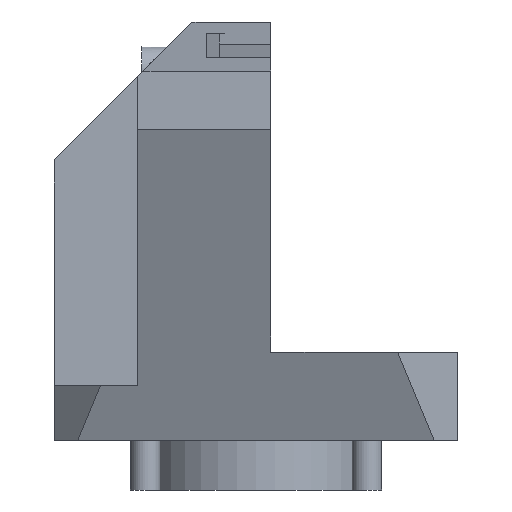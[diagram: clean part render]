
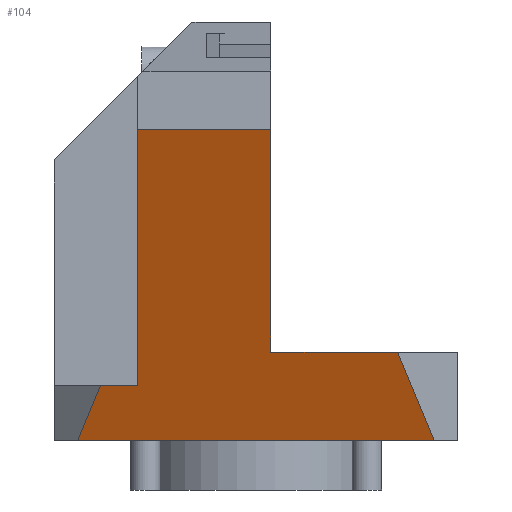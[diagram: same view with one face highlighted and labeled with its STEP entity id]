
A CAD part, front view. The second image highlights one B-rep face of the part: STEP entity #104.
In plain terms, the highlighted planar face has unit normal (0, -0.924, -0.383).
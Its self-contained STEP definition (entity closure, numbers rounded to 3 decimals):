
#47=FACE_OUTER_BOUND('',#529,.T.);
#104=ADVANCED_FACE('',(#47),#166,.F.);
#166=PLANE('',#1191);
#214=LINE('',#1557,#356);
#230=LINE('',#1596,#372);
#252=LINE('',#1645,#394);
#255=LINE('',#1650,#397);
#256=LINE('',#1651,#398);
#257=LINE('',#1652,#399);
#258=LINE('',#1654,#400);
#259=LINE('',#1656,#401);
#356=VECTOR('',#1262,1.);
#372=VECTOR('',#1286,1.);
#394=VECTOR('',#1318,1.);
#397=VECTOR('',#1323,1.);
#398=VECTOR('',#1324,1.);
#399=VECTOR('',#1325,1.);
#400=VECTOR('',#1326,1.);
#401=VECTOR('',#1327,1.);
#529=EDGE_LOOP('',(#638,#639,#640,#641,#642,#643,#644,#645));
#638=ORIENTED_EDGE('',*,*,#1029,.T.);
#639=ORIENTED_EDGE('',*,*,#1055,.T.);
#640=ORIENTED_EDGE('',*,*,#1011,.T.);
#641=ORIENTED_EDGE('',*,*,#1056,.F.);
#642=ORIENTED_EDGE('',*,*,#1052,.T.);
#643=ORIENTED_EDGE('',*,*,#1057,.T.);
#644=ORIENTED_EDGE('',*,*,#1058,.F.);
#645=ORIENTED_EDGE('',*,*,#1059,.F.);
#904=VERTEX_POINT('',#1558);
#905=VERTEX_POINT('',#1559);
#922=VERTEX_POINT('',#1595);
#923=VERTEX_POINT('',#1597);
#944=VERTEX_POINT('',#1644);
#945=VERTEX_POINT('',#1646);
#946=VERTEX_POINT('',#1653);
#947=VERTEX_POINT('',#1655);
#1011=EDGE_CURVE('',#904,#905,#214,.T.);
#1029=EDGE_CURVE('',#923,#922,#230,.T.);
#1052=EDGE_CURVE('',#945,#944,#252,.T.);
#1055=EDGE_CURVE('',#922,#904,#255,.T.);
#1056=EDGE_CURVE('',#945,#905,#256,.T.);
#1057=EDGE_CURVE('',#944,#946,#257,.T.);
#1058=EDGE_CURVE('',#947,#946,#258,.T.);
#1059=EDGE_CURVE('',#923,#947,#259,.T.);
#1191=AXIS2_PLACEMENT_3D('',#1657,#1328,#1329);
#1262=DIRECTION('',(1.,0.,0.));
#1286=DIRECTION('',(-1.,0.,0.));
#1318=DIRECTION('',(-1.,0.,0.));
#1323=DIRECTION('',(-0.357,0.357,-0.863));
#1324=DIRECTION('',(0.357,0.357,-0.863));
#1325=DIRECTION('',(0.,-0.383,0.924));
#1326=DIRECTION('',(1.,0.,0.));
#1327=DIRECTION('',(0.,-0.383,0.924));
#1328=DIRECTION('',(0.,0.924,0.383));
#1329=DIRECTION('',(0.,0.383,-0.924));
#1557=CARTESIAN_POINT('',(-41.,-36.8,0.));
#1558=CARTESIAN_POINT('',(-36.2,-36.8,0.));
#1559=CARTESIAN_POINT('',(36.2,-36.8,0.));
#1595=CARTESIAN_POINT('',(-31.561,-41.439,11.2));
#1596=CARTESIAN_POINT('',(-41.,-41.439,11.2));
#1597=CARTESIAN_POINT('',(-24.,-41.439,11.2));
#1644=CARTESIAN_POINT('',(3.,-44.256,18.));
#1645=CARTESIAN_POINT('',(-41.,-44.256,18.));
#1646=CARTESIAN_POINT('',(28.744,-44.256,18.));
#1650=CARTESIAN_POINT('',(-36.813,-36.187,-1.48));
#1651=CARTESIAN_POINT('',(26.339,-46.661,23.808));
#1652=CARTESIAN_POINT('',(3.,-36.8,0.));
#1653=CARTESIAN_POINT('',(3.,-63.,63.252));
#1654=CARTESIAN_POINT('',(-41.,-63.,63.252));
#1655=CARTESIAN_POINT('',(-24.,-63.,63.252));
#1656=CARTESIAN_POINT('',(-24.,-36.8,0.));
#1657=CARTESIAN_POINT('',(-41.,-36.8,0.));
